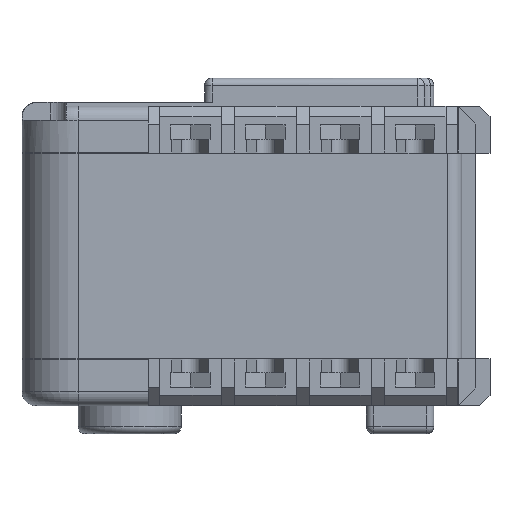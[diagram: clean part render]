
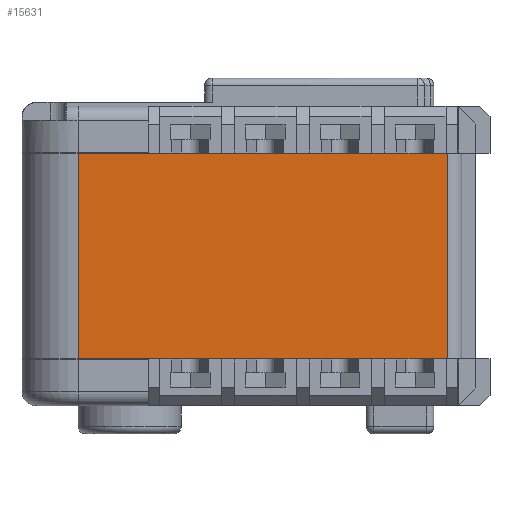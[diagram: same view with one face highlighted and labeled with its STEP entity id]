
A CAD part, left-side view. The second image highlights one B-rep face of the part: STEP entity #15631.
In plain terms, the highlighted planar face has unit normal (-1, 0, 0).
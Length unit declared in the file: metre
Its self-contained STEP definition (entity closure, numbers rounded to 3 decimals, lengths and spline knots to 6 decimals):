
#4520=ORIENTED_EDGE('',*,*,#7232,.T.);
#4521=ORIENTED_EDGE('',*,*,#7233,.T.);
#4522=ORIENTED_EDGE('',*,*,#7214,.T.);
#4523=ORIENTED_EDGE('',*,*,#7216,.T.);
#4524=ORIENTED_EDGE('',*,*,#7217,.T.);
#4525=ORIENTED_EDGE('',*,*,#7218,.T.);
#4526=ORIENTED_EDGE('',*,*,#7219,.T.);
#4527=ORIENTED_EDGE('',*,*,#7220,.T.);
#4528=ORIENTED_EDGE('',*,*,#7221,.T.);
#4529=ORIENTED_EDGE('',*,*,#7222,.T.);
#4530=ORIENTED_EDGE('',*,*,#7223,.T.);
#4531=ORIENTED_EDGE('',*,*,#7224,.T.);
#4532=ORIENTED_EDGE('',*,*,#7002,.F.);
#4533=ORIENTED_EDGE('',*,*,#7298,.T.);
#4534=ORIENTED_EDGE('',*,*,#7299,.F.);
#4535=ORIENTED_EDGE('',*,*,#7300,.T.);
#4536=ORIENTED_EDGE('',*,*,#6885,.F.);
#4537=ORIENTED_EDGE('',*,*,#7225,.T.);
#4538=ORIENTED_EDGE('',*,*,#7226,.T.);
#4539=ORIENTED_EDGE('',*,*,#7227,.T.);
#4540=ORIENTED_EDGE('',*,*,#7228,.T.);
#4541=ORIENTED_EDGE('',*,*,#7229,.T.);
#4542=ORIENTED_EDGE('',*,*,#7230,.T.);
#4543=ORIENTED_EDGE('',*,*,#7231,.T.);
#6885=EDGE_CURVE('',#8814,#8815,#10365,.T.);
#7002=EDGE_CURVE('',#8896,#8897,#10445,.T.);
#7214=EDGE_CURVE('',#9011,#9010,#10631,.T.);
#7216=EDGE_CURVE('',#9010,#8174,#10632,.T.);
#7217=EDGE_CURVE('',#8174,#8177,#10633,.T.);
#7218=EDGE_CURVE('',#8177,#8152,#10634,.T.);
#7219=EDGE_CURVE('',#8152,#8155,#10635,.T.);
#7220=EDGE_CURVE('',#8155,#8130,#10636,.T.);
#7221=EDGE_CURVE('',#8130,#8133,#10637,.T.);
#7222=EDGE_CURVE('',#8133,#8108,#10638,.T.);
#7223=EDGE_CURVE('',#8108,#8111,#10639,.T.);
#7224=EDGE_CURVE('',#8111,#8897,#10640,.T.);
#7225=EDGE_CURVE('',#8814,#7996,#10641,.F.);
#7226=EDGE_CURVE('',#7996,#7999,#10642,.F.);
#7227=EDGE_CURVE('',#7999,#8018,#10643,.F.);
#7228=EDGE_CURVE('',#8018,#8021,#10644,.F.);
#7229=EDGE_CURVE('',#8021,#8040,#10645,.F.);
#7230=EDGE_CURVE('',#8040,#8043,#10646,.F.);
#7231=EDGE_CURVE('',#8043,#8062,#10647,.F.);
#7232=EDGE_CURVE('',#8062,#8065,#10648,.F.);
#7233=EDGE_CURVE('',#8065,#9011,#10649,.F.);
#7298=EDGE_CURVE('',#8896,#9044,#10705,.T.);
#7299=EDGE_CURVE('',#9045,#9044,#10706,.F.);
#7300=EDGE_CURVE('',#9045,#8815,#10707,.F.);
#7996=VERTEX_POINT('',#24005);
#7999=VERTEX_POINT('',#24016);
#8018=VERTEX_POINT('',#24061);
#8021=VERTEX_POINT('',#24072);
#8040=VERTEX_POINT('',#24117);
#8043=VERTEX_POINT('',#24128);
#8062=VERTEX_POINT('',#24173);
#8065=VERTEX_POINT('',#24184);
#8108=VERTEX_POINT('',#24285);
#8111=VERTEX_POINT('',#24296);
#8130=VERTEX_POINT('',#24341);
#8133=VERTEX_POINT('',#24352);
#8152=VERTEX_POINT('',#24397);
#8155=VERTEX_POINT('',#24408);
#8174=VERTEX_POINT('',#24453);
#8177=VERTEX_POINT('',#24464);
#8814=VERTEX_POINT('',#26404);
#8815=VERTEX_POINT('',#26406);
#8896=VERTEX_POINT('',#26652);
#8897=VERTEX_POINT('',#26653);
#9010=VERTEX_POINT('',#27074);
#9011=VERTEX_POINT('',#27076);
#9044=VERTEX_POINT('',#27244);
#9045=VERTEX_POINT('',#27246);
#10365=LINE('',#26405,#12114);
#10445=LINE('',#26651,#12194);
#10631=LINE('',#27075,#12380);
#10632=LINE('',#27079,#12381);
#10633=LINE('',#27081,#12382);
#10634=LINE('',#27083,#12383);
#10635=LINE('',#27085,#12384);
#10636=LINE('',#27087,#12385);
#10637=LINE('',#27089,#12386);
#10638=LINE('',#27091,#12387);
#10639=LINE('',#27093,#12388);
#10640=LINE('',#27095,#12389);
#10641=LINE('',#27097,#12390);
#10642=LINE('',#27099,#12391);
#10643=LINE('',#27101,#12392);
#10644=LINE('',#27103,#12393);
#10645=LINE('',#27105,#12394);
#10646=LINE('',#27107,#12395);
#10647=LINE('',#27109,#12396);
#10648=LINE('',#27111,#12397);
#10649=LINE('',#27113,#12398);
#10705=LINE('',#27243,#12454);
#10706=LINE('',#27245,#12455);
#10707=LINE('',#27247,#12456);
#12114=VECTOR('',#19717,1.);
#12194=VECTOR('',#19951,1.);
#12380=VECTOR('',#20383,1.);
#12381=VECTOR('',#20388,1.);
#12382=VECTOR('',#20391,1.);
#12383=VECTOR('',#20394,1.);
#12384=VECTOR('',#20397,1.);
#12385=VECTOR('',#20400,1.);
#12386=VECTOR('',#20403,1.);
#12387=VECTOR('',#20406,1.);
#12388=VECTOR('',#20409,1.);
#12389=VECTOR('',#20412,1.);
#12390=VECTOR('',#20415,1.);
#12391=VECTOR('',#20418,1.);
#12392=VECTOR('',#20421,1.);
#12393=VECTOR('',#20424,1.);
#12394=VECTOR('',#20427,1.);
#12395=VECTOR('',#20430,1.);
#12396=VECTOR('',#20433,1.);
#12397=VECTOR('',#20436,1.);
#12398=VECTOR('',#20439,1.);
#12454=VECTOR('',#20579,1.);
#12455=VECTOR('',#20580,1.);
#12456=VECTOR('',#20581,1.);
#13407=EDGE_LOOP('',(#4520,#4521,#4522,#4523,#4524,#4525,#4526,#4527,#4528,
#4529,#4530,#4531,#4532,#4533,#4534,#4535,#4536,#4537,#4538,#4539,#4540,
#4541,#4542,#4543));
#14328=FACE_BOUND('',#13407,.T.);
#14907=PLANE('',#16952);
#15631=ADVANCED_FACE('',(#14328),#14907,.T.);
#16952=AXIS2_PLACEMENT_3D('',#27242,#20577,#20578);
#19717=DIRECTION('',(0.,0.,1.));
#19951=DIRECTION('',(0.,0.,1.));
#20383=DIRECTION('',(0.,0.,1.));
#20388=DIRECTION('',(0.,1.,0.));
#20391=DIRECTION('',(0.,1.,0.));
#20394=DIRECTION('',(0.,1.,0.));
#20397=DIRECTION('',(0.,1.,0.));
#20400=DIRECTION('',(0.,1.,0.));
#20403=DIRECTION('',(0.,1.,0.));
#20406=DIRECTION('',(0.,1.,0.));
#20409=DIRECTION('',(0.,1.,0.));
#20412=DIRECTION('',(0.,1.,0.));
#20415=DIRECTION('',(0.,1.,0.));
#20418=DIRECTION('',(0.,1.,0.));
#20421=DIRECTION('',(0.,1.,0.));
#20424=DIRECTION('',(0.,1.,0.));
#20427=DIRECTION('',(0.,1.,0.));
#20430=DIRECTION('',(0.,1.,0.));
#20433=DIRECTION('',(0.,1.,0.));
#20436=DIRECTION('',(0.,1.,0.));
#20439=DIRECTION('',(0.,1.,0.));
#20577=DIRECTION('',(-1.,0.,0.));
#20578=DIRECTION('',(0.,0.,1.));
#20579=DIRECTION('',(0.,1.,0.));
#20580=DIRECTION('',(0.,0.,-1.));
#20581=DIRECTION('',(0.,1.,0.));
#24005=CARTESIAN_POINT('',(-0.013,-0.00552,-0.011));
#24016=CARTESIAN_POINT('',(-0.013,-0.00748,-0.011));
#24061=CARTESIAN_POINT('',(-0.013,-0.01352,-0.011));
#24072=CARTESIAN_POINT('',(-0.013,-0.01548,-0.011));
#24117=CARTESIAN_POINT('',(-0.013,-0.02152,-0.011));
#24128=CARTESIAN_POINT('',(-0.013,-0.02348,-0.011));
#24173=CARTESIAN_POINT('',(-0.013,-0.02952,-0.011));
#24184=CARTESIAN_POINT('',(-0.013,-0.03148,-0.011));
#24285=CARTESIAN_POINT('',(-0.013,-0.00748,0.011));
#24296=CARTESIAN_POINT('',(-0.013,-0.00552,0.011));
#24341=CARTESIAN_POINT('',(-0.013,-0.01548,0.011));
#24352=CARTESIAN_POINT('',(-0.013,-0.01352,0.011));
#24397=CARTESIAN_POINT('',(-0.013,-0.02348,0.011));
#24408=CARTESIAN_POINT('',(-0.013,-0.02152,0.011));
#24453=CARTESIAN_POINT('',(-0.013,-0.03148,0.011));
#24464=CARTESIAN_POINT('',(-0.013,-0.02952,0.011));
#26404=CARTESIAN_POINT('',(-0.013,-0.002,-0.011));
#26405=CARTESIAN_POINT('',(-0.013,-0.002,0.016));
#26406=CARTESIAN_POINT('',(-0.013,-0.002,-0.010975));
#26651=CARTESIAN_POINT('',(-0.013,-0.002,0.016));
#26652=CARTESIAN_POINT('',(-0.013,-0.002,0.010975));
#26653=CARTESIAN_POINT('',(-0.013,-0.002,0.011));
#27074=CARTESIAN_POINT('',(-0.013,-0.034,0.011));
#27075=CARTESIAN_POINT('',(-0.013,-0.034,-0.019));
#27076=CARTESIAN_POINT('',(-0.013,-0.034,-0.011));
#27079=CARTESIAN_POINT('',(-0.013,0.0115,0.011));
#27081=CARTESIAN_POINT('',(-0.013,0.0115,0.011));
#27083=CARTESIAN_POINT('',(-0.013,0.0115,0.011));
#27085=CARTESIAN_POINT('',(-0.013,0.0115,0.011));
#27087=CARTESIAN_POINT('',(-0.013,0.0115,0.011));
#27089=CARTESIAN_POINT('',(-0.013,0.0115,0.011));
#27091=CARTESIAN_POINT('',(-0.013,0.0115,0.011));
#27093=CARTESIAN_POINT('',(-0.013,0.0115,0.011));
#27095=CARTESIAN_POINT('',(-0.013,0.0115,0.011));
#27097=CARTESIAN_POINT('',(-0.013,0.0115,-0.011));
#27099=CARTESIAN_POINT('',(-0.013,0.0115,-0.011));
#27101=CARTESIAN_POINT('',(-0.013,0.0115,-0.011));
#27103=CARTESIAN_POINT('',(-0.013,0.0115,-0.011));
#27105=CARTESIAN_POINT('',(-0.013,0.0115,-0.011));
#27107=CARTESIAN_POINT('',(-0.013,0.0115,-0.011));
#27109=CARTESIAN_POINT('',(-0.013,0.0115,-0.011));
#27111=CARTESIAN_POINT('',(-0.013,0.0115,-0.011));
#27113=CARTESIAN_POINT('',(-0.013,0.0115,-0.011));
#27242=CARTESIAN_POINT('',(-0.013,0.0115,-0.019));
#27243=CARTESIAN_POINT('',(-0.013,-0.002,0.010975));
#27244=CARTESIAN_POINT('',(-0.013,0.0055,0.010975));
#27245=CARTESIAN_POINT('',(-0.013,0.0055,0.019103));
#27246=CARTESIAN_POINT('',(-0.013,0.0055,-0.010975));
#27247=CARTESIAN_POINT('',(-0.013,-0.002,-0.010975));
